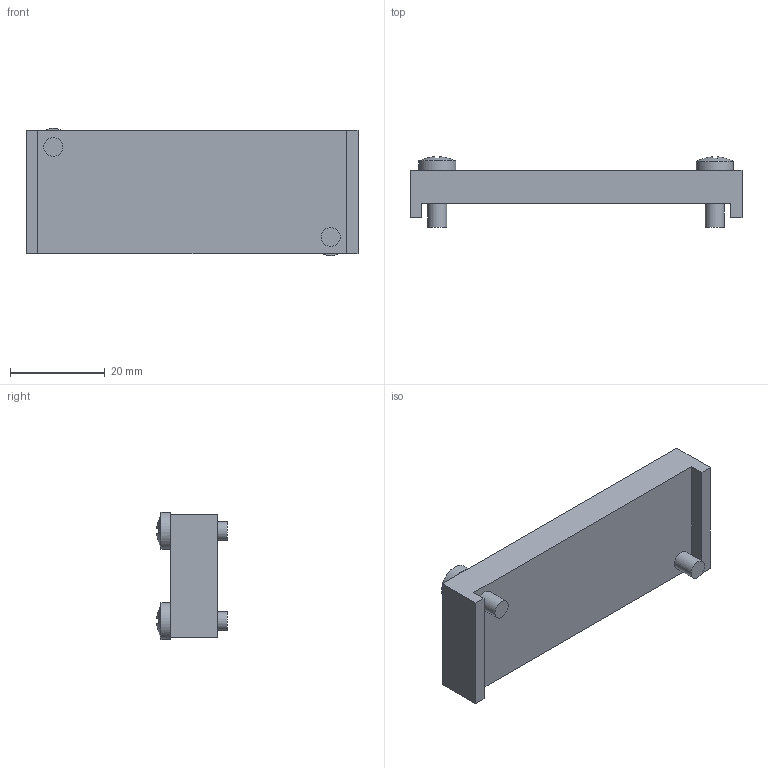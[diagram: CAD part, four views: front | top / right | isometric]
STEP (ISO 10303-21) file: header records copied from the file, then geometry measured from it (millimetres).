
FILE_DESCRIPTION((''),'2;1');
FILE_NAME('2630_00.stp','2006-01-04T10:24:18',('rivolro1'),(''),'Autodesk Inventor 10','Autodesk Inventor 10','');
FILE_SCHEMA(('AUTOMOTIVE_DESIGN { 1 0 10303 214 1 1 1 1 }'));
Length unit declared in the file: millimetre
Products named in the file (1): 2630_00
Bounding box: 70 x 14.92 x 26.8 mm (x, y, z)
Volume: 13444.7 mm3; surface area: 5656.2 mm2
Topology: 1 solids, 1 shells, 46 faces, 120 edges, 78 vertices
Faces by surface type: plane 40, cylinder 4, bspline 2
Full cylindrical faces by diameter (mm): 4 x2, 7.8 x2
Entity records: 1483 total; most frequent: CARTESIAN_POINT 427, ORIENTED_EDGE 220, DIRECTION 186, EDGE_CURVE 110, VECTOR 76, LINE 76, VERTEX_POINT 74, AXIS2_PLACEMENT_3D 55
